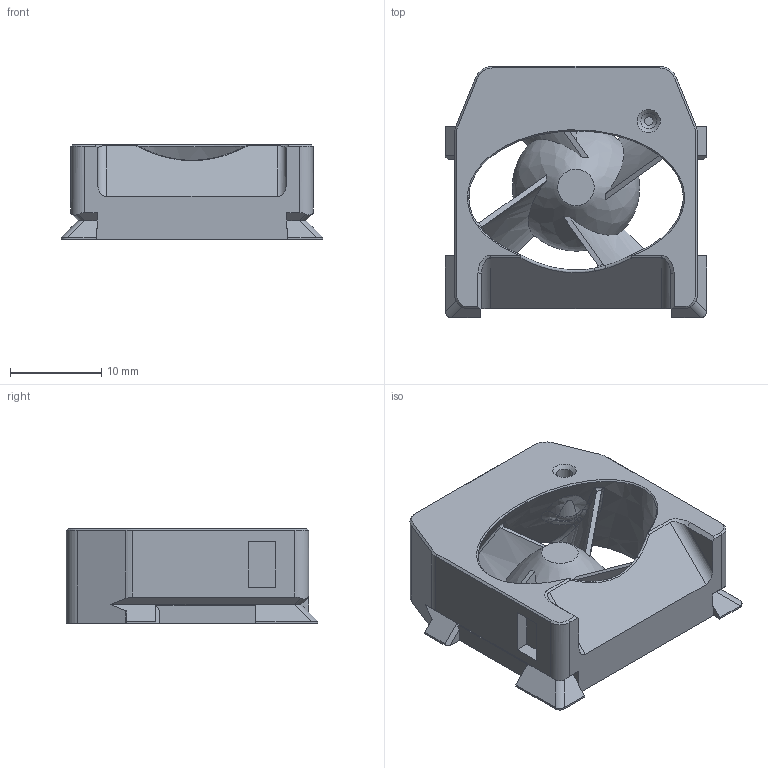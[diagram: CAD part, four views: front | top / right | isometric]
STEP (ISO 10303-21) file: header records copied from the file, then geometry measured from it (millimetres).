
FILE_DESCRIPTION(/* description */ ('STEP AP242','CAx-IF Rec.Pracs.---Representation and Presentation of Product Manufacturing Information (PMI)---4.0---2014-10-13','CAx-IF Rec.Pracs.---3D Tessellated Geometry---0.4---2014-09-14','2;1'),/* implementation_level */ '2;1');
FILE_NAME(/* name */ 'A4T HE Duct - Bambulab',/* time_stamp */ '2025-01-12T06:32:04Z',/* author */ (''),/* organization */ (''),/* preprocessor_version */ 'ST-DEVELOPER v20',/* originating_system */ 'ONSHAPE BY PTC INC, 1.192',/* authorisation */ ' ');
FILE_SCHEMA (('AP242_MANAGED_MODEL_BASED_3D_ENGINEERING_MIM_LF { 1 0 10303 442 1 1 4 }'));
Length unit declared in the file: millimetre
Products named in the file (2): A4T HE Duct - Bambulab
Assembly tree (1 placements, depth 2):
  A4T HE Duct - Bambulab
    A4T HE Duct - Bambulab
Bounding box: 28.7 x 27.6 x 10.4 mm (x, y, z)
Volume: 3847 mm3; surface area: 3254.2 mm2
Topology: 1 solids, 1 shells, 136 faces, 378 edges, 242 vertices
Faces by surface type: plane 61, bspline 46, cylinder 18, cone 9, torus 2
Full cylindrical faces by diameter (mm): 1.75 x1
Entity records: 6071 total; most frequent: CARTESIAN_POINT 3022, ORIENTED_EDGE 734, DIRECTION 457, EDGE_CURVE 367, VERTEX_POINT 236, LINE 173, VECTOR 173, EDGE_LOOP 145
